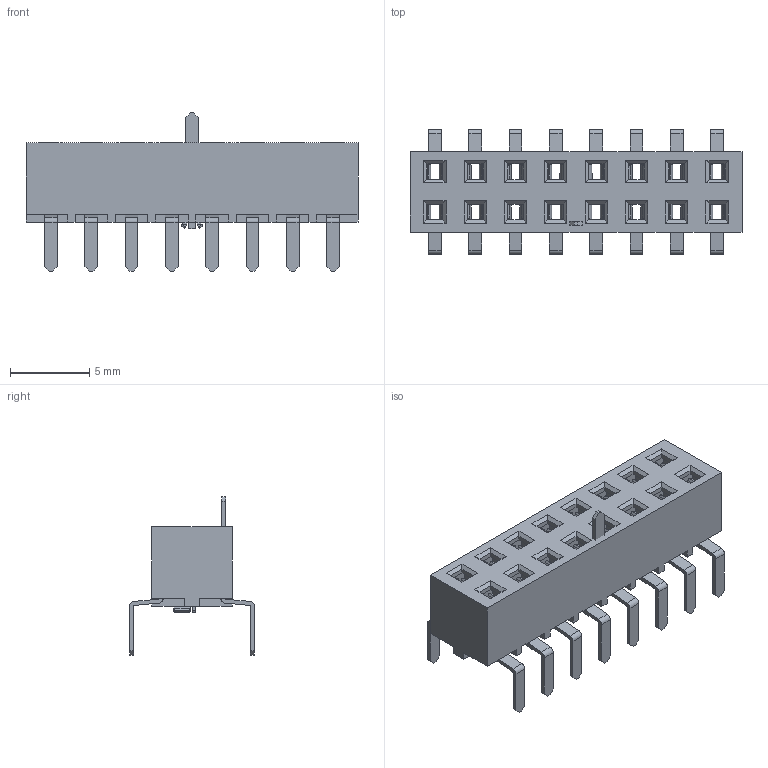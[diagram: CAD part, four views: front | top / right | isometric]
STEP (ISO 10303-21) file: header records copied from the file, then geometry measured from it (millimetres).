
FILE_DESCRIPTION( ( 'Unknown' ), '1' );
FILE_NAME( '613016216921.stp', 'Unknown', ( 'Unknown' ), ( 'Unknown' ), 'PSStep 14.0', 'Unknown', ' ' );
FILE_SCHEMA( ( 'AUTOMOTIVE_DESIGN { 1 0 10303 214 1 1 1 1 }' ) );
Length unit declared in the file: millimetre
Products named in the file (3): Assem1; 6130xx216921_PIN; 613016216921
Bounding box: 20.92 x 7.87 x 10 mm (x, y, z)
Volume: 619 mm3; surface area: 2580.9 mm2
Topology: 19 solids, 19 shells, 1718 faces, 4572 edges, 2892 vertices
Faces by surface type: plane 1174, cylinder 544
Entity records: 11900 total; most frequent: CARTESIAN_POINT 1706, ORIENTED_EDGE 1632, DIRECTION 1504, EDGE_CURVE 816, LINE 748, VECTOR 748, VERTEX_POINT 516, AXIS2_PLACEMENT_3D 378
